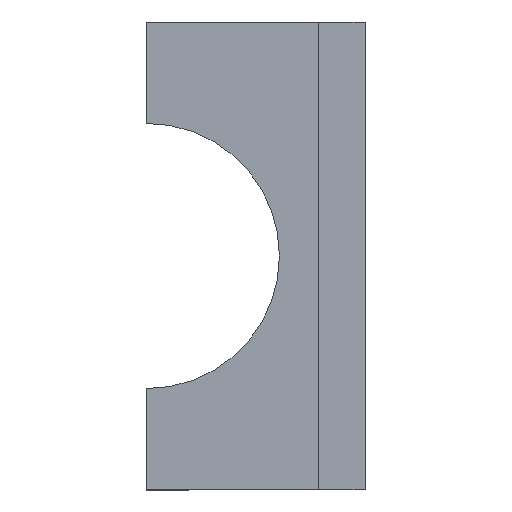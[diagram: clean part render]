
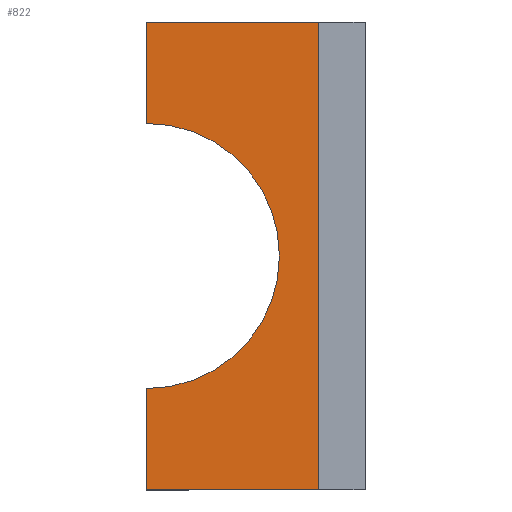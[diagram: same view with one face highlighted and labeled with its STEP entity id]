
A CAD part, left-side view. The second image highlights one B-rep face of the part: STEP entity #822.
In plain terms, the highlighted planar face has unit normal (-1, 0, 0).
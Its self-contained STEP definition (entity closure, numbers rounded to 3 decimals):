
#2 = DIRECTION ( 'NONE',  ( 0., -1., 0. ) ) ;
#17 = LINE ( 'NONE', #51, #235 ) ;
#51 = CARTESIAN_POINT ( 'NONE',  ( -47., 6., -30. ) ) ;
#56 = CARTESIAN_POINT ( 'NONE',  ( -47., 28., -30. ) ) ;
#82 = VERTEX_POINT ( 'NONE', #513 ) ;
#120 = CARTESIAN_POINT ( 'NONE',  ( -47., 28., -30. ) ) ;
#153 = ORIENTED_EDGE ( 'NONE', *, *, #1266, .T. ) ;
#159 = CARTESIAN_POINT ( 'NONE',  ( -47., 28., 17. ) ) ;
#182 = VERTEX_POINT ( 'NONE', #871 ) ;
#234 = DIRECTION ( 'NONE',  ( 0., 0., 1. ) ) ;
#235 = VECTOR ( 'NONE', #991, 1000. ) ;
#244 = CARTESIAN_POINT ( 'NONE',  ( -47., 28., 30. ) ) ;
#326 = EDGE_CURVE ( 'NONE', #1335, #491, #814, .T. ) ;
#334 = DIRECTION ( 'NONE',  ( 0., 0., -1. ) ) ;
#353 = DIRECTION ( 'NONE',  ( 1., 0., 0. ) ) ;
#367 = VERTEX_POINT ( 'NONE', #244 ) ;
#384 = VERTEX_POINT ( 'NONE', #500 ) ;
#454 = CARTESIAN_POINT ( 'NONE',  ( -47., 28., -30. ) ) ;
#460 = DIRECTION ( 'NONE',  ( 0., 0., 1. ) ) ;
#473 = EDGE_CURVE ( 'NONE', #384, #1335, #1137, .T. ) ;
#491 = VERTEX_POINT ( 'NONE', #159 ) ;
#500 = CARTESIAN_POINT ( 'NONE',  ( -47., 28., -30. ) ) ;
#513 = CARTESIAN_POINT ( 'NONE',  ( -47., 6., -30. ) ) ;
#546 = CARTESIAN_POINT ( 'NONE',  ( -47., 28., -17. ) ) ;
#564 = AXIS2_PLACEMENT_3D ( 'NONE', #577, #1514, #460 ) ;
#577 = CARTESIAN_POINT ( 'NONE',  ( -47., 28., 0. ) ) ;
#594 = DIRECTION ( 'NONE',  ( 0., -1., 0. ) ) ;
#604 = PLANE ( 'NONE',  #1445 ) ;
#613 = VECTOR ( 'NONE', #2, 1000. ) ;
#646 = EDGE_LOOP ( 'NONE', ( #1397, #884, #1506, #153, #1390, #866 ) ) ;
#663 = VECTOR ( 'NONE', #756, 1000. ) ;
#691 = VECTOR ( 'NONE', #234, 1000. ) ;
#756 = DIRECTION ( 'NONE',  ( 0., 0., 1. ) ) ;
#814 = CIRCLE ( 'NONE', #564, 17. ) ;
#822 = ADVANCED_FACE ( 'NONE', ( #1399 ), #604, .F. ) ;
#866 = ORIENTED_EDGE ( 'NONE', *, *, #924, .F. ) ;
#871 = CARTESIAN_POINT ( 'NONE',  ( -47., 6., 30. ) ) ;
#884 = ORIENTED_EDGE ( 'NONE', *, *, #326, .F. ) ;
#918 = EDGE_CURVE ( 'NONE', #491, #367, #1513, .T. ) ;
#924 = EDGE_CURVE ( 'NONE', #367, #182, #1184, .T. ) ;
#957 = LINE ( 'NONE', #1286, #1199 ) ;
#991 = DIRECTION ( 'NONE',  ( 0., 0., 1. ) ) ;
#1030 = EDGE_CURVE ( 'NONE', #82, #182, #17, .T. ) ;
#1137 = LINE ( 'NONE', #56, #663 ) ;
#1184 = LINE ( 'NONE', #1278, #613 ) ;
#1199 = VECTOR ( 'NONE', #594, 1000. ) ;
#1266 = EDGE_CURVE ( 'NONE', #384, #82, #957, .T. ) ;
#1278 = CARTESIAN_POINT ( 'NONE',  ( -47., 28., 30. ) ) ;
#1286 = CARTESIAN_POINT ( 'NONE',  ( -47., 28., -30. ) ) ;
#1335 = VERTEX_POINT ( 'NONE', #546 ) ;
#1390 = ORIENTED_EDGE ( 'NONE', *, *, #1030, .T. ) ;
#1397 = ORIENTED_EDGE ( 'NONE', *, *, #918, .F. ) ;
#1399 = FACE_OUTER_BOUND ( 'NONE', #646, .T. ) ;
#1445 = AXIS2_PLACEMENT_3D ( 'NONE', #120, #353, #334 ) ;
#1506 = ORIENTED_EDGE ( 'NONE', *, *, #473, .F. ) ;
#1513 = LINE ( 'NONE', #454, #691 ) ;
#1514 = DIRECTION ( 'NONE',  ( -1., 0., 0. ) ) ;
